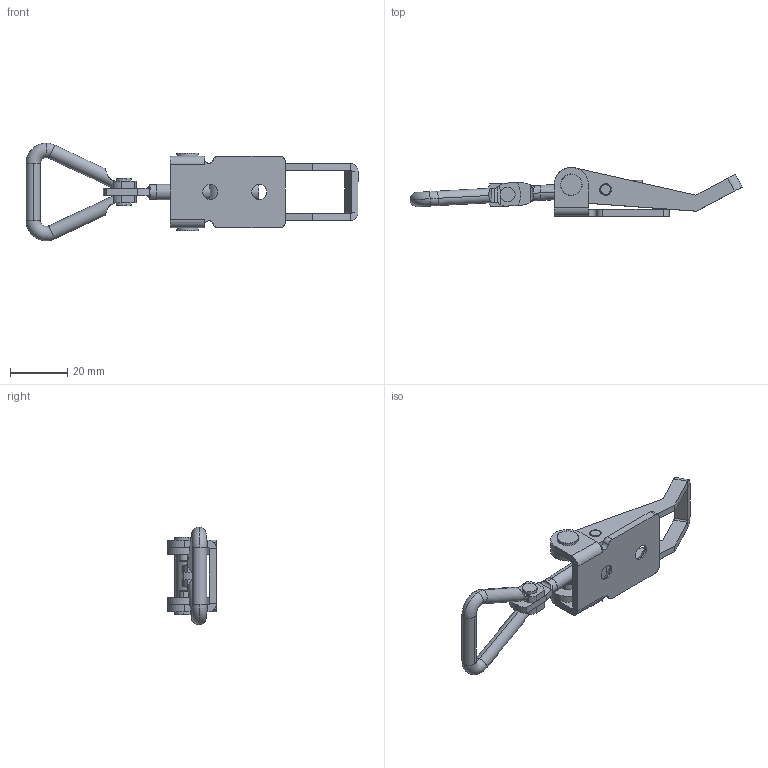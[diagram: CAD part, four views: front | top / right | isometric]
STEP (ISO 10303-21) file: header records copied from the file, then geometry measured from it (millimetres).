
FILE_DESCRIPTION (( 'STEP AP214' ), '1' );
FILE_NAME ('520619 - 702 SC Chrome Hinged.STEP', '2018-04-16T14:41:19', ( '' ), ( '' ), 'SwSTEP 2.0', 'SolidWorks 2015', '' );
FILE_SCHEMA (( 'AUTOMOTIVE_DESIGN' ));
Length unit declared in the file: millimetre
Products named in the file (17): 702 - Ring till ledad M6; 702 - Skruv till ledad M6; 702 - Ansatsnit; 702 - Rulle; 702 - Bygel; 702 - Platta SC; 520619 - 702 SC Chrome Hinged; 702 - Ring 702 M6; 702 - Nit till ledad M6
Assembly tree (9 placements, depth 3):
  702 - Ring till ledad M6
  702 - Skruv till ledad M6
  702 - Ansatsnit
  702 - Ansatsnit
  702 - Rulle
Bounding box: 115.52 x 17 x 33.98 mm (x, y, z)
Volume: 10043.4 mm3; surface area: 10133.1 mm2
Topology: 8 solids, 8 shells, 207 faces, 482 edges, 300 vertices
Faces by surface type: cylinder 101, plane 80, cone 16, torus 10
Entity records: 6264 total; most frequent: CARTESIAN_POINT 1279, DIRECTION 1008, ORIENTED_EDGE 912, EDGE_CURVE 456, AXIS2_PLACEMENT_3D 393, VERTEX_POINT 284, EDGE_LOOP 224, VECTOR 222
